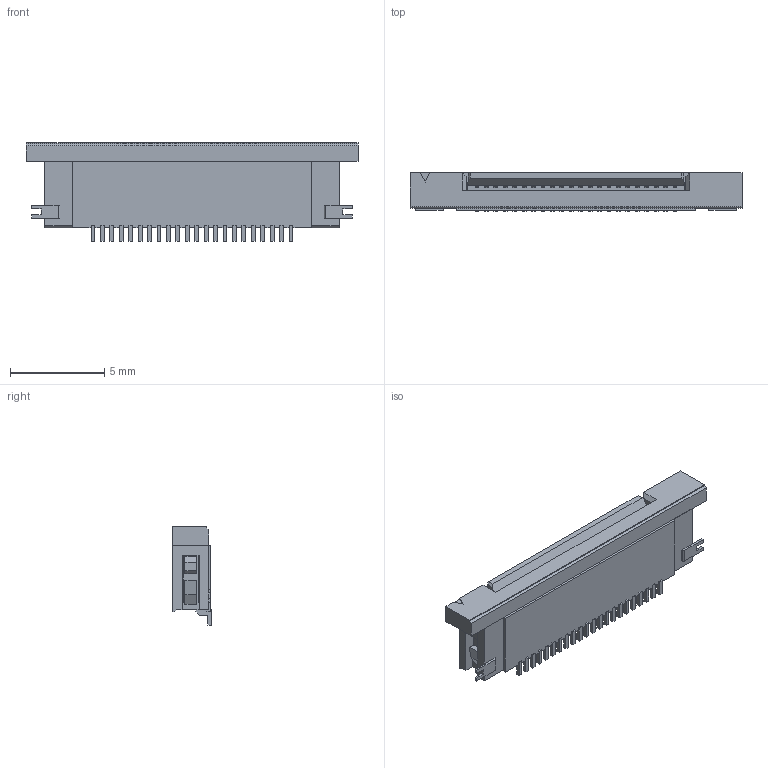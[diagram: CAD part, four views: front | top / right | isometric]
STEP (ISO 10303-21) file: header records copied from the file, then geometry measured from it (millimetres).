
FILE_DESCRIPTION((''),'2;1');
FILE_NAME('524352271','2019-01-29T',('gga'),(''),'PRO/ENGINEER BY PARAMETRIC TECHNOLOGY CORPORATION, 2016010','PRO/ENGINEER BY PARAMETRIC TECHNOLOGY CORPORATION, 2016010','');
FILE_SCHEMA(('CONFIG_CONTROL_DESIGN'));
Length unit declared in the file: millimetre
Products named in the file (1): 524352271
Bounding box: 17.6 x 2.05 x 5.2 mm (x, y, z)
Volume: 118.6 mm3; surface area: 404.5 mm2
Topology: 1 solids, 1 shells, 620 faces, 1953 edges, 1332 vertices
Faces by surface type: plane 594, cylinder 26
Entity records: 21138 total; most frequent: CARTESIAN_POINT 3806, ORIENTED_EDGE 3706, DIRECTION 3249, VECTOR 1899, LINE 1899, EDGE_CURVE 1853, VERTEX_POINT 1232, AXIS2_PLACEMENT_3D 675
